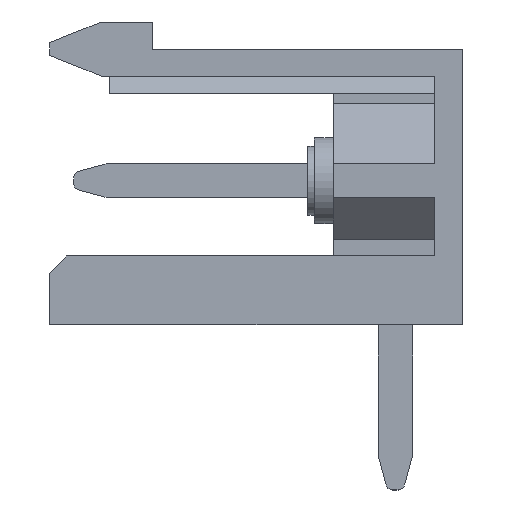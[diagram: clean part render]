
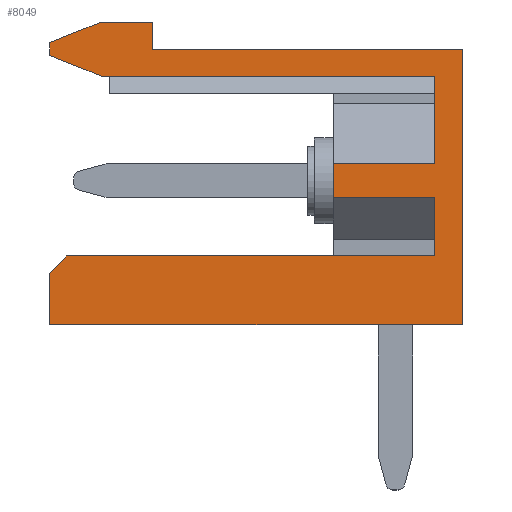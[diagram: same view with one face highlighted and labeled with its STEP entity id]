
A CAD part, left-side view. The second image highlights one B-rep face of the part: STEP entity #8049.
In plain terms, the highlighted planar face has unit normal (-1, 0, 0).
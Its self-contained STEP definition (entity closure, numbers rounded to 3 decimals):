
#119 = VECTOR ( 'NONE', #22742, 1000. ) ;
#180 = VERTEX_POINT ( 'NONE', #7183 ) ;
#316 = VECTOR ( 'NONE', #12868, 1000. ) ;
#478 = CARTESIAN_POINT ( 'NONE',  ( 0., 11.5, -6. ) ) ;
#820 = EDGE_CURVE ( 'NONE', #24461, #7543, #23491, .T. ) ;
#1229 = ORIENTED_EDGE ( 'NONE', *, *, #31410, .T. ) ;
#1245 = EDGE_CURVE ( 'NONE', #31794, #11441, #13890, .T. ) ;
#1570 = CARTESIAN_POINT ( 'NONE',  ( 0., 0.8, -3.31 ) ) ;
#1687 = LINE ( 'NONE', #29887, #28425 ) ;
#1848 = VERTEX_POINT ( 'NONE', #18821 ) ;
#1958 = ORIENTED_EDGE ( 'NONE', *, *, #23935, .F. ) ;
#2052 = DIRECTION ( 'NONE',  ( 0., 0., -1. ) ) ;
#2117 = DIRECTION ( 'NONE',  ( 0., -1., 0. ) ) ;
#2144 = VECTOR ( 'NONE', #32045, 1000. ) ;
#2283 = ORIENTED_EDGE ( 'NONE', *, *, #27011, .F. ) ;
#2297 = VECTOR ( 'NONE', #21251, 1000. ) ;
#2687 = EDGE_CURVE ( 'NONE', #180, #29790, #13374, .T. ) ;
#2812 = VECTOR ( 'NONE', #23682, 1000. ) ;
#2962 = CARTESIAN_POINT ( 'NONE',  ( 0., 3.75, -3.31 ) ) ;
#3063 = CARTESIAN_POINT ( 'NONE',  ( 0., 12., -8. ) ) ;
#3072 = DIRECTION ( 'NONE',  ( 0., 0.707, -0.707 ) ) ;
#3281 = EDGE_CURVE ( 'NONE', #26926, #17084, #21444, .T. ) ;
#3723 = CARTESIAN_POINT ( 'NONE',  ( 0., 0., -8. ) ) ;
#4276 = AXIS2_PLACEMENT_3D ( 'NONE', #5626, #8214, #26314 ) ;
#4636 = CARTESIAN_POINT ( 'NONE',  ( 0., 9.01, 0. ) ) ;
#4680 = CARTESIAN_POINT ( 'NONE',  ( 0., 3.75, -3.31 ) ) ;
#4826 = CARTESIAN_POINT ( 'NONE',  ( 0., 12., -0.17 ) ) ;
#4854 = ORIENTED_EDGE ( 'NONE', *, *, #27275, .F. ) ;
#4984 = ORIENTED_EDGE ( 'NONE', *, *, #27804, .F. ) ;
#5004 = ORIENTED_EDGE ( 'NONE', *, *, #24813, .F. ) ;
#5073 = CARTESIAN_POINT ( 'NONE',  ( 0., 0.8, -0.77 ) ) ;
#5174 = VERTEX_POINT ( 'NONE', #8937 ) ;
#5475 = VECTOR ( 'NONE', #14290, 1000. ) ;
#5626 = CARTESIAN_POINT ( 'NONE',  ( 0., 0., 0. ) ) ;
#6489 = VECTOR ( 'NONE', #11689, 1000. ) ;
#6761 = ORIENTED_EDGE ( 'NONE', *, *, #10825, .F. ) ;
#6842 = LINE ( 'NONE', #7611, #26678 ) ;
#7183 = CARTESIAN_POINT ( 'NONE',  ( 0., 10.5, 0.8 ) ) ;
#7315 = ORIENTED_EDGE ( 'NONE', *, *, #19013, .F. ) ;
#7543 = VERTEX_POINT ( 'NONE', #23955 ) ;
#7611 = CARTESIAN_POINT ( 'NONE',  ( 0., 0., -8. ) ) ;
#8006 = DIRECTION ( 'NONE',  ( 0., 0., -1. ) ) ;
#8049 = ADVANCED_FACE ( 'NONE', ( #9542 ), #23734, .F. ) ;
#8214 = DIRECTION ( 'NONE',  ( 1., 0., 0. ) ) ;
#8318 = VERTEX_POINT ( 'NONE', #17672 ) ;
#8430 = CARTESIAN_POINT ( 'NONE',  ( 0., 3.75, -4.31 ) ) ;
#8476 = VECTOR ( 'NONE', #9731, 1000. ) ;
#8937 = CARTESIAN_POINT ( 'NONE',  ( 0., 3.75, -4.31 ) ) ;
#9094 = CARTESIAN_POINT ( 'NONE',  ( 0., 12., -0.17 ) ) ;
#9207 = LINE ( 'NONE', #23751, #2297 ) ;
#9542 = FACE_OUTER_BOUND ( 'NONE', #24291, .T. ) ;
#9619 = LINE ( 'NONE', #8430, #15717 ) ;
#9731 = DIRECTION ( 'NONE',  ( 0., -1., 0. ) ) ;
#9920 = VECTOR ( 'NONE', #3072, 1000. ) ;
#9943 = ORIENTED_EDGE ( 'NONE', *, *, #3281, .F. ) ;
#10559 = CARTESIAN_POINT ( 'NONE',  ( 0., 9.01, 0.8 ) ) ;
#10825 = EDGE_CURVE ( 'NONE', #11441, #18273, #1687, .T. ) ;
#11440 = CARTESIAN_POINT ( 'NONE',  ( 0., 10.5, -0.77 ) ) ;
#11441 = VERTEX_POINT ( 'NONE', #1570 ) ;
#11689 = DIRECTION ( 'NONE',  ( 0., -1., 0. ) ) ;
#12454 = ORIENTED_EDGE ( 'NONE', *, *, #19153, .F. ) ;
#12561 = EDGE_CURVE ( 'NONE', #25180, #24461, #6842, .T. ) ;
#12782 = ORIENTED_EDGE ( 'NONE', *, *, #17362, .F. ) ;
#12868 = DIRECTION ( 'NONE',  ( 0., 0., 1. ) ) ;
#13374 = LINE ( 'NONE', #24506, #6489 ) ;
#13890 = LINE ( 'NONE', #20737, #119 ) ;
#14290 = DIRECTION ( 'NONE',  ( 0., 0., 1. ) ) ;
#15129 = LINE ( 'NONE', #11440, #2144 ) ;
#15446 = ORIENTED_EDGE ( 'NONE', *, *, #820, .F. ) ;
#15717 = VECTOR ( 'NONE', #21344, 1000. ) ;
#17084 = VERTEX_POINT ( 'NONE', #25929 ) ;
#17348 = CARTESIAN_POINT ( 'NONE',  ( 0., 0.8, -4.31 ) ) ;
#17362 = EDGE_CURVE ( 'NONE', #29790, #8318, #28964, .T. ) ;
#17672 = CARTESIAN_POINT ( 'NONE',  ( 0., 9.01, 0. ) ) ;
#17769 = VECTOR ( 'NONE', #2117, 1000. ) ;
#18273 = VERTEX_POINT ( 'NONE', #22549 ) ;
#18811 = ORIENTED_EDGE ( 'NONE', *, *, #29681, .T. ) ;
#18821 = CARTESIAN_POINT ( 'NONE',  ( 0., 0., 0. ) ) ;
#19013 = EDGE_CURVE ( 'NONE', #17084, #19510, #20987, .T. ) ;
#19153 = EDGE_CURVE ( 'NONE', #29709, #32758, #9207, .T. ) ;
#19510 = VERTEX_POINT ( 'NONE', #17348 ) ;
#19634 = DIRECTION ( 'NONE',  ( 0., 0., 1. ) ) ;
#20358 = EDGE_CURVE ( 'NONE', #26926, #7543, #30500, .T. ) ;
#20458 = LINE ( 'NONE', #26092, #33287 ) ;
#20665 = VECTOR ( 'NONE', #2052, 1000. ) ;
#20737 = CARTESIAN_POINT ( 'NONE',  ( 0., 3.75, -3.31 ) ) ;
#20917 = CARTESIAN_POINT ( 'NONE',  ( 0., 9.01, 0.8 ) ) ;
#20987 = LINE ( 'NONE', #5073, #316 ) ;
#21251 = DIRECTION ( 'NONE',  ( 0., 0.928, 0.371 ) ) ;
#21344 = DIRECTION ( 'NONE',  ( 0., -1., 0. ) ) ;
#21444 = LINE ( 'NONE', #27837, #8476 ) ;
#21474 = CARTESIAN_POINT ( 'NONE',  ( 0., 10.5, 0.8 ) ) ;
#21488 = LINE ( 'NONE', #4680, #20665 ) ;
#22122 = VECTOR ( 'NONE', #8006, 1000. ) ;
#22549 = CARTESIAN_POINT ( 'NONE',  ( 0., 0.8, -0.77 ) ) ;
#22742 = DIRECTION ( 'NONE',  ( 0., -1., 0. ) ) ;
#23162 = CARTESIAN_POINT ( 'NONE',  ( 0., 11.5, -6. ) ) ;
#23491 = LINE ( 'NONE', #31931, #2812 ) ;
#23682 = DIRECTION ( 'NONE',  ( 0., 0., 1. ) ) ;
#23734 = PLANE ( 'NONE',  #4276 ) ;
#23751 = CARTESIAN_POINT ( 'NONE',  ( 0., 12., -0.17 ) ) ;
#23935 = EDGE_CURVE ( 'NONE', #26571, #180, #25456, .T. ) ;
#23955 = CARTESIAN_POINT ( 'NONE',  ( 0., 12., -6.5 ) ) ;
#24071 = DIRECTION ( 'NONE',  ( 0., -0.928, 0.371 ) ) ;
#24291 = EDGE_LOOP ( 'NONE', ( #9943, #27341, #15446, #27559, #2283, #5004, #12782, #29734, #1958, #4854, #12454, #4984, #6761, #30121, #18811, #1229, #7315 ) ) ;
#24461 = VERTEX_POINT ( 'NONE', #3063 ) ;
#24506 = CARTESIAN_POINT ( 'NONE',  ( 0., 10.5, 0.8 ) ) ;
#24658 = VECTOR ( 'NONE', #24071, 1000. ) ;
#24689 = LINE ( 'NONE', #4636, #17769 ) ;
#24813 = EDGE_CURVE ( 'NONE', #8318, #1848, #24689, .T. ) ;
#25180 = VERTEX_POINT ( 'NONE', #3723 ) ;
#25456 = LINE ( 'NONE', #21474, #24658 ) ;
#25929 = CARTESIAN_POINT ( 'NONE',  ( 0., 0.8, -6. ) ) ;
#26092 = CARTESIAN_POINT ( 'NONE',  ( 0., 0., 0. ) ) ;
#26114 = LINE ( 'NONE', #9094, #5475 ) ;
#26314 = DIRECTION ( 'NONE',  ( 0., 0., -1. ) ) ;
#26571 = VERTEX_POINT ( 'NONE', #26681 ) ;
#26678 = VECTOR ( 'NONE', #28298, 1000. ) ;
#26681 = CARTESIAN_POINT ( 'NONE',  ( 0., 12., 0.2 ) ) ;
#26926 = VERTEX_POINT ( 'NONE', #23162 ) ;
#27011 = EDGE_CURVE ( 'NONE', #1848, #25180, #20458, .T. ) ;
#27275 = EDGE_CURVE ( 'NONE', #32758, #26571, #26114, .T. ) ;
#27341 = ORIENTED_EDGE ( 'NONE', *, *, #20358, .T. ) ;
#27559 = ORIENTED_EDGE ( 'NONE', *, *, #12561, .F. ) ;
#27804 = EDGE_CURVE ( 'NONE', #18273, #29709, #15129, .T. ) ;
#27837 = CARTESIAN_POINT ( 'NONE',  ( 0., 0.8, -6. ) ) ;
#27978 = CARTESIAN_POINT ( 'NONE',  ( 0., 10.5, -0.77 ) ) ;
#28298 = DIRECTION ( 'NONE',  ( 0., 1., 0. ) ) ;
#28425 = VECTOR ( 'NONE', #19634, 1000. ) ;
#28670 = DIRECTION ( 'NONE',  ( 0., 0., -1. ) ) ;
#28964 = LINE ( 'NONE', #20917, #22122 ) ;
#29681 = EDGE_CURVE ( 'NONE', #31794, #5174, #21488, .T. ) ;
#29709 = VERTEX_POINT ( 'NONE', #27978 ) ;
#29734 = ORIENTED_EDGE ( 'NONE', *, *, #2687, .F. ) ;
#29790 = VERTEX_POINT ( 'NONE', #10559 ) ;
#29887 = CARTESIAN_POINT ( 'NONE',  ( 0., 0.8, -0.77 ) ) ;
#30121 = ORIENTED_EDGE ( 'NONE', *, *, #1245, .F. ) ;
#30500 = LINE ( 'NONE', #478, #9920 ) ;
#31410 = EDGE_CURVE ( 'NONE', #5174, #19510, #9619, .T. ) ;
#31794 = VERTEX_POINT ( 'NONE', #2962 ) ;
#31931 = CARTESIAN_POINT ( 'NONE',  ( 0., 12., -8. ) ) ;
#32045 = DIRECTION ( 'NONE',  ( 0., 1., 0. ) ) ;
#32758 = VERTEX_POINT ( 'NONE', #4826 ) ;
#33287 = VECTOR ( 'NONE', #28670, 1000. ) ;
